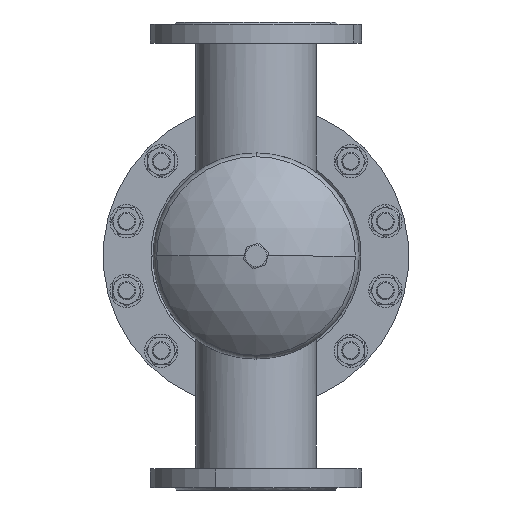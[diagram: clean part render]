
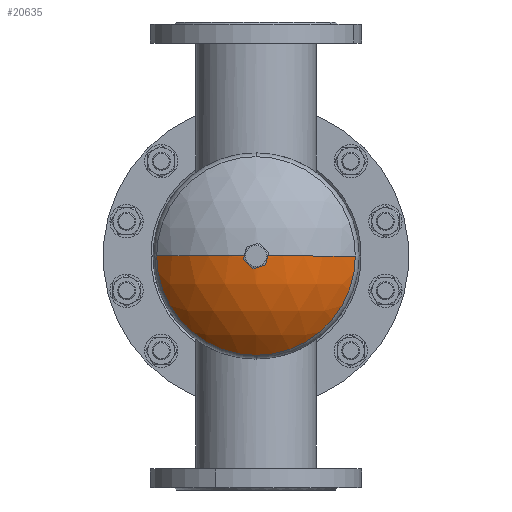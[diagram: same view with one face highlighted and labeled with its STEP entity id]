
A CAD part, front view. The second image highlights one B-rep face of the part: STEP entity #20635.
In plain terms, the highlighted spherical face has radius 174.153 mm.
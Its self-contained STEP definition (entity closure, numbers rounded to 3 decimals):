
#1352 = EDGE_CURVE ( 'NONE', #18828, #11331, #19957, .T. ) ;
#1392 = CIRCLE ( 'NONE', #20855, 174.153 ) ;
#2000 = VERTEX_POINT ( 'NONE', #8744 ) ;
#2500 = AXIS2_PLACEMENT_3D ( 'NONE', #6291, #13448, #4536 ) ;
#4353 = ORIENTED_EDGE ( 'NONE', *, *, #1352, .T. ) ;
#4536 = DIRECTION ( 'NONE',  ( 1., 0., 0. ) ) ;
#4564 = DIRECTION ( 'NONE',  ( -1., 0., 0. ) ) ;
#6060 = ORIENTED_EDGE ( 'NONE', *, *, #9271, .F. ) ;
#6195 = ORIENTED_EDGE ( 'NONE', *, *, #8260, .F. ) ;
#6291 = CARTESIAN_POINT ( 'NONE',  ( 0., 87.153, 0. ) ) ;
#6342 = VERTEX_POINT ( 'NONE', #15819 ) ;
#6474 = DIRECTION ( 'NONE',  ( 0., -1., 0. ) ) ;
#7043 = AXIS2_PLACEMENT_3D ( 'NONE', #22272, #9846, #13372 ) ;
#7155 = DIRECTION ( 'NONE',  ( 0., 0., 1. ) ) ;
#7307 = DIRECTION ( 'NONE',  ( -1., 0., 0. ) ) ;
#8246 = CARTESIAN_POINT ( 'NONE',  ( 0., -26.895, 0. ) ) ;
#8260 = EDGE_CURVE ( 'NONE', #22356, #6342, #22348, .T. ) ;
#8585 = AXIS2_PLACEMENT_3D ( 'NONE', #19867, #16688, #7307 ) ;
#8601 = DIRECTION ( 'NONE',  ( 0., 0., -1. ) ) ;
#8698 = CARTESIAN_POINT ( 'NONE',  ( 0., -86.816, 0. ) ) ;
#8744 = CARTESIAN_POINT ( 'NONE',  ( 8., -86.816, 0. ) ) ;
#9271 = EDGE_CURVE ( 'NONE', #6342, #2000, #14886, .T. ) ;
#9566 = CARTESIAN_POINT ( 'NONE',  ( -131.615, -26.895, 0. ) ) ;
#9846 = DIRECTION ( 'NONE',  ( 0., -1., 0. ) ) ;
#11147 = AXIS2_PLACEMENT_3D ( 'NONE', #8698, #21571, #7155 ) ;
#11331 = VERTEX_POINT ( 'NONE', #20259 ) ;
#12379 = ORIENTED_EDGE ( 'NONE', *, *, #13453, .T. ) ;
#13100 = EDGE_CURVE ( 'NONE', #22356, #18828, #21276, .T. ) ;
#13240 = DIRECTION ( 'NONE',  ( 0., 0., -1. ) ) ;
#13372 = DIRECTION ( 'NONE',  ( 0., 0., -1. ) ) ;
#13448 = DIRECTION ( 'NONE',  ( 0., 0., 1. ) ) ;
#13453 = EDGE_CURVE ( 'NONE', #11331, #2000, #1392, .T. ) ;
#13996 = ORIENTED_EDGE ( 'NONE', *, *, #13100, .T. ) ;
#14472 = SPHERICAL_SURFACE ( 'NONE', #8585, 174.153 ) ;
#14886 = CIRCLE ( 'NONE', #11147, 8. ) ;
#15819 = CARTESIAN_POINT ( 'NONE',  ( -8., -86.816, 0. ) ) ;
#15840 = AXIS2_PLACEMENT_3D ( 'NONE', #8246, #6474, #8601 ) ;
#16688 = DIRECTION ( 'NONE',  ( 0., 0., -1. ) ) ;
#18443 = FACE_OUTER_BOUND ( 'NONE', #23004, .T. ) ;
#18828 = VERTEX_POINT ( 'NONE', #21585 ) ;
#19867 = CARTESIAN_POINT ( 'NONE',  ( 0., 87.153, 0. ) ) ;
#19957 = CIRCLE ( 'NONE', #15840, 131.615 ) ;
#20259 = CARTESIAN_POINT ( 'NONE',  ( 131.615, -26.895, 0. ) ) ;
#20635 = ADVANCED_FACE ( 'NONE', ( #18443 ), #14472, .T. ) ;
#20855 = AXIS2_PLACEMENT_3D ( 'NONE', #22039, #13240, #4564 ) ;
#21276 = CIRCLE ( 'NONE', #7043, 131.615 ) ;
#21571 = DIRECTION ( 'NONE',  ( 0., -1., 0. ) ) ;
#21585 = CARTESIAN_POINT ( 'NONE',  ( 0., -26.895, -131.615 ) ) ;
#22039 = CARTESIAN_POINT ( 'NONE',  ( 0., 87.153, 0. ) ) ;
#22272 = CARTESIAN_POINT ( 'NONE',  ( 0., -26.895, 0. ) ) ;
#22348 = CIRCLE ( 'NONE', #2500, 174.153 ) ;
#22356 = VERTEX_POINT ( 'NONE', #9566 ) ;
#23004 = EDGE_LOOP ( 'NONE', ( #13996, #4353, #12379, #6060, #6195 ) ) ;
